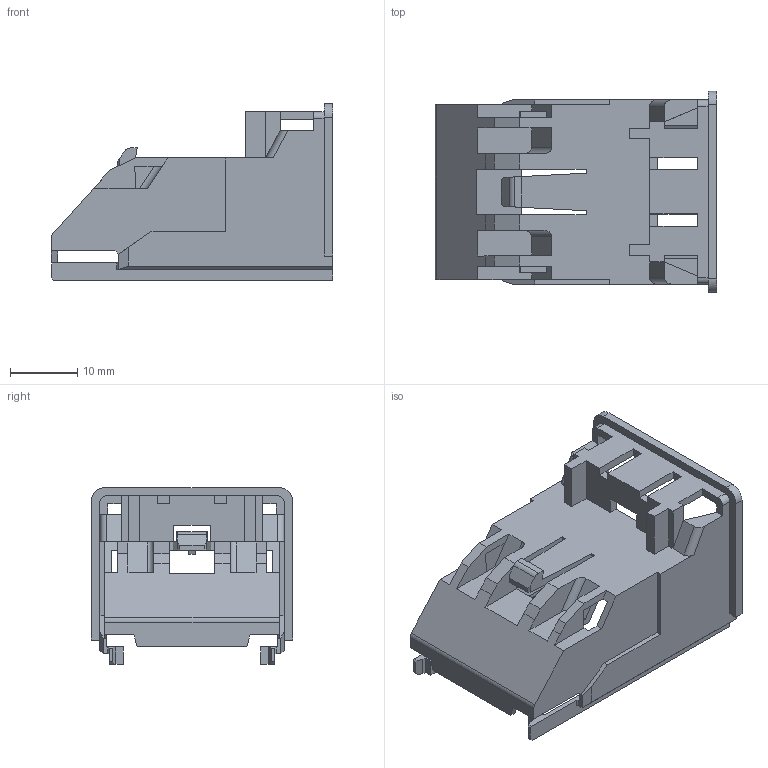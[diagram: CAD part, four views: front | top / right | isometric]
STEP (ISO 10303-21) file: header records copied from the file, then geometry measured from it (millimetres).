
FILE_DESCRIPTION(/* description */ (''),/* implementation_level */ '2;1');
FILE_NAME(/* name */ '13885833-ENV10_02-COV.stp',/* time_stamp */ '2024-01-09T10:41:58+08:00',/* author */ (''),/* organization */ (''),/* preprocessor_version */ 'ST-DEVELOPER v16',/* originating_system */ 'SIEMENS PLM Software NX 11.0',/* authorisation */ '');
FILE_SCHEMA (('AUTOMOTIVE_DESIGN { 1 0 10303 214 3 1 1 1 }'));
Length unit declared in the file: millimetre
Products named in the file (1): 13885833-ENV10_02-COV
Bounding box: 42 x 30 x 26.35 mm (x, y, z)
Volume: 3690.3 mm3; surface area: 7238.8 mm2
Topology: 1 solids, 1 shells, 209 faces, 654 edges, 428 vertices
Faces by surface type: plane 193, cylinder 16
Entity records: 7214 total; most frequent: CARTESIAN_POINT 1340, ORIENTED_EDGE 1308, DIRECTION 1104, EDGE_CURVE 654, LINE 616, VECTOR 616, VERTEX_POINT 428, AXIS2_PLACEMENT_3D 244
